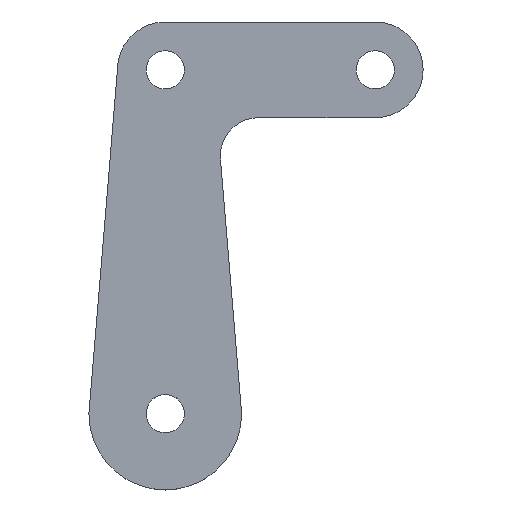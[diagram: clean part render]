
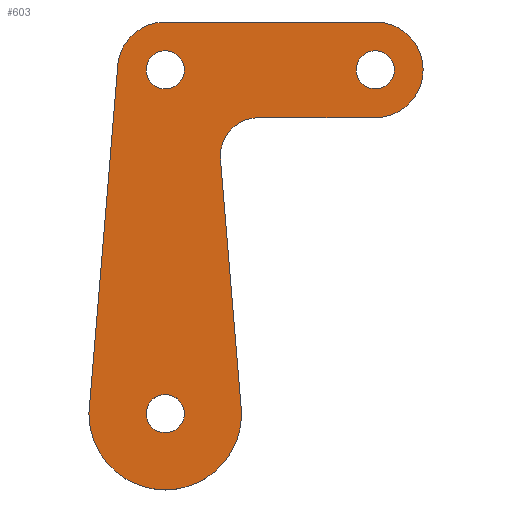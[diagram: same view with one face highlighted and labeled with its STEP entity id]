
A CAD part, top view. The second image highlights one B-rep face of the part: STEP entity #603.
In plain terms, the highlighted planar face has unit normal (0, 0, 1).
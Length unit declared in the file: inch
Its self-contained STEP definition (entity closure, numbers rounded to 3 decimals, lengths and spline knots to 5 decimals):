
#5 = ORIENTED_EDGE ( 'NONE', *, *, #366, .T. ) ;
#9 = VERTEX_POINT ( 'NONE', #301 ) ;
#17 = CARTESIAN_POINT ( 'NONE',  ( 0.125, 0., 0.125 ) ) ;
#19 = EDGE_CURVE ( 'NONE', #268, #504, #516, .T. ) ;
#27 = DIRECTION ( 'NONE',  ( 1., 0., 0. ) ) ;
#28 = CIRCLE ( 'NONE', #127, 0.313 ) ;
#32 = DIRECTION ( 'NONE',  ( 0.083, -0.997, 0. ) ) ;
#38 = ORIENTED_EDGE ( 'NONE', *, *, #519, .F. ) ;
#39 = CARTESIAN_POINT ( 'NONE',  ( 0., 0.313, 0.125 ) ) ;
#46 = AXIS2_PLACEMENT_3D ( 'NONE', #348, #60, #247 ) ;
#60 = DIRECTION ( 'NONE',  ( 0., 0., 1. ) ) ;
#64 = FACE_BOUND ( 'NONE', #432, .T. ) ;
#74 = FACE_OUTER_BOUND ( 'NONE', #307, .T. ) ;
#82 = LINE ( 'NONE', #494, #280 ) ;
#85 = CARTESIAN_POINT ( 'NONE',  ( -0.31085, 0.02584, 0.125 ) ) ;
#89 = AXIS2_PLACEMENT_3D ( 'NONE', #206, #356, #164 ) ;
#92 = ORIENTED_EDGE ( 'NONE', *, *, #464, .F. ) ;
#93 = DIRECTION ( 'NONE',  ( 1., 0., 0. ) ) ;
#111 = ORIENTED_EDGE ( 'NONE', *, *, #326, .F. ) ;
#124 = CARTESIAN_POINT ( 'NONE',  ( 0., -2.25, 0.125 ) ) ;
#127 = AXIS2_PLACEMENT_3D ( 'NONE', #276, #229, #406 ) ;
#128 = AXIS2_PLACEMENT_3D ( 'NONE', #346, #443, #434 ) ;
#129 = CARTESIAN_POINT ( 'NONE',  ( 0.125, -2.25, 0.125 ) ) ;
#136 = DIRECTION ( 'NONE',  ( 1., 0., 0. ) ) ;
#139 = EDGE_LOOP ( 'NONE', ( #531, #444 ) ) ;
#142 = VERTEX_POINT ( 'NONE', #518 ) ;
#146 = VECTOR ( 'NONE', #176, 39.37008 ) ;
#152 = VERTEX_POINT ( 'NONE', #189 ) ;
#157 = FACE_BOUND ( 'NONE', #139, .T. ) ;
#162 = FACE_BOUND ( 'NONE', #365, .T. ) ;
#163 = DIRECTION ( 'NONE',  ( 0., 0., -1. ) ) ;
#164 = DIRECTION ( 'NONE',  ( 1., 0., 0. ) ) ;
#165 = CIRCLE ( 'NONE', #260, 0.5 ) ;
#171 = LINE ( 'NONE', #359, #146 ) ;
#173 = CARTESIAN_POINT ( 'NONE',  ( 1.5, 0., 0.125 ) ) ;
#176 = DIRECTION ( 'NONE',  ( 1., 0., 0. ) ) ;
#180 = DIRECTION ( 'NONE',  ( 0., 0., 1. ) ) ;
#186 = CARTESIAN_POINT ( 'NONE',  ( 0., 0., 0.125 ) ) ;
#189 = CARTESIAN_POINT ( 'NONE',  ( -0.313, 0., 0.125 ) ) ;
#190 = VECTOR ( 'NONE', #313, 39.37008 ) ;
#195 = ORIENTED_EDGE ( 'NONE', *, *, #427, .F. ) ;
#196 = CARTESIAN_POINT ( 'NONE',  ( 0.5, -2.25, 0.125 ) ) ;
#206 = CARTESIAN_POINT ( 'NONE',  ( 0., 0., 0.125 ) ) ;
#208 = LINE ( 'NONE', #393, #484 ) ;
#212 = DIRECTION ( 'NONE',  ( 1., 0., 0. ) ) ;
#216 = DIRECTION ( 'NONE',  ( 0., 0., 1. ) ) ;
#219 = AXIS2_PLACEMENT_3D ( 'NONE', #262, #405, #592 ) ;
#222 = CARTESIAN_POINT ( 'NONE',  ( 0., 0., 0.125 ) ) ;
#224 = CARTESIAN_POINT ( 'NONE',  ( 0., -2.25, 0.125 ) ) ;
#229 = DIRECTION ( 'NONE',  ( 0., 0., 1. ) ) ;
#235 = EDGE_CURVE ( 'NONE', #9, #477, #287, .T. ) ;
#237 = ORIENTED_EDGE ( 'NONE', *, *, #332, .T. ) ;
#239 = AXIS2_PLACEMENT_3D ( 'NONE', #364, #319, #542 ) ;
#243 = DIRECTION ( 'NONE',  ( -1., 0., 0. ) ) ;
#245 = EDGE_CURVE ( 'NONE', #608, #426, #28, .T. ) ;
#247 = DIRECTION ( 'NONE',  ( 1., 0., 0. ) ) ;
#254 = DIRECTION ( 'NONE',  ( 0., 0., 1. ) ) ;
#255 = CARTESIAN_POINT ( 'NONE',  ( 1.375, -0.313, 0.125 ) ) ;
#258 = PLANE ( 'NONE',  #128 ) ;
#260 = AXIS2_PLACEMENT_3D ( 'NONE', #124, #545, #309 ) ;
#262 = CARTESIAN_POINT ( 'NONE',  ( 1.375, 0., 0.125 ) ) ;
#268 = VERTEX_POINT ( 'NONE', #559 ) ;
#270 = AXIS2_PLACEMENT_3D ( 'NONE', #186, #552, #93 ) ;
#275 = ORIENTED_EDGE ( 'NONE', *, *, #392, .T. ) ;
#276 = CARTESIAN_POINT ( 'NONE',  ( 1.375, 0., 0.125 ) ) ;
#280 = VECTOR ( 'NONE', #32, 39.37008 ) ;
#283 = ORIENTED_EDGE ( 'NONE', *, *, #489, .T. ) ;
#285 = ORIENTED_EDGE ( 'NONE', *, *, #422, .T. ) ;
#287 = CIRCLE ( 'NONE', #270, 0.125 ) ;
#288 = CIRCLE ( 'NONE', #597, 0.125 ) ;
#301 = CARTESIAN_POINT ( 'NONE',  ( -0.125, 0., 0.125 ) ) ;
#307 = EDGE_LOOP ( 'NONE', ( #195, #285, #568, #275, #514, #283, #414, #237, #5 ) ) ;
#309 = DIRECTION ( 'NONE',  ( 1., 0., 0. ) ) ;
#313 = DIRECTION ( 'NONE',  ( -0.083, -0.997, 0. ) ) ;
#319 = DIRECTION ( 'NONE',  ( 0., 0., -1. ) ) ;
#323 = VERTEX_POINT ( 'NONE', #39 ) ;
#326 = EDGE_CURVE ( 'NONE', #142, #384, #408, .T. ) ;
#332 = EDGE_CURVE ( 'NONE', #152, #511, #413, .T. ) ;
#346 = CARTESIAN_POINT ( 'NONE',  ( 0., 0., 0.125 ) ) ;
#348 = CARTESIAN_POINT ( 'NONE',  ( 1.375, 0., 0.125 ) ) ;
#349 = EDGE_CURVE ( 'NONE', #477, #9, #577, .T. ) ;
#354 = CARTESIAN_POINT ( 'NONE',  ( 0., -2.25, 0.125 ) ) ;
#356 = DIRECTION ( 'NONE',  ( 0., 0., 1. ) ) ;
#359 = CARTESIAN_POINT ( 'NONE',  ( 0., -0.313, 0.125 ) ) ;
#360 = AXIS2_PLACEMENT_3D ( 'NONE', #448, #163, #497 ) ;
#364 = CARTESIAN_POINT ( 'NONE',  ( 0.61071, -0.563, 0.125 ) ) ;
#365 = EDGE_LOOP ( 'NONE', ( #111, #92 ) ) ;
#366 = EDGE_CURVE ( 'NONE', #511, #571, #165, .T. ) ;
#368 = VERTEX_POINT ( 'NONE', #173 ) ;
#383 = EDGE_CURVE ( 'NONE', #368, #397, #544, .T. ) ;
#384 = VERTEX_POINT ( 'NONE', #129 ) ;
#392 = EDGE_CURVE ( 'NONE', #504, #608, #171, .T. ) ;
#393 = CARTESIAN_POINT ( 'NONE',  ( 0., 0.313, 0.125 ) ) ;
#397 = VERTEX_POINT ( 'NONE', #451 ) ;
#402 = VERTEX_POINT ( 'NONE', #449 ) ;
#405 = DIRECTION ( 'NONE',  ( 0., 0., 1. ) ) ;
#406 = DIRECTION ( 'NONE',  ( 1., 0., 0. ) ) ;
#408 = CIRCLE ( 'NONE', #457, 0.125 ) ;
#413 = LINE ( 'NONE', #85, #190 ) ;
#414 = ORIENTED_EDGE ( 'NONE', *, *, #535, .T. ) ;
#422 = EDGE_CURVE ( 'NONE', #402, #268, #517, .T. ) ;
#426 = VERTEX_POINT ( 'NONE', #595 ) ;
#427 = EDGE_CURVE ( 'NONE', #402, #571, #82, .T. ) ;
#432 = EDGE_LOOP ( 'NONE', ( #38, #580 ) ) ;
#434 = DIRECTION ( 'NONE',  ( 1., 0., 0. ) ) ;
#443 = DIRECTION ( 'NONE',  ( 0., 0., 1. ) ) ;
#444 = ORIENTED_EDGE ( 'NONE', *, *, #349, .F. ) ;
#448 = CARTESIAN_POINT ( 'NONE',  ( 0.61071, -0.563, 0.125 ) ) ;
#449 = CARTESIAN_POINT ( 'NONE',  ( 0.36157, -0.5837, 0.125 ) ) ;
#451 = CARTESIAN_POINT ( 'NONE',  ( 1.25, 0., 0.125 ) ) ;
#457 = AXIS2_PLACEMENT_3D ( 'NONE', #224, #180, #136 ) ;
#464 = EDGE_CURVE ( 'NONE', #384, #142, #288, .T. ) ;
#477 = VERTEX_POINT ( 'NONE', #17 ) ;
#484 = VECTOR ( 'NONE', #243, 39.37008 ) ;
#489 = EDGE_CURVE ( 'NONE', #426, #323, #208, .T. ) ;
#494 = CARTESIAN_POINT ( 'NONE',  ( 0.31093, 0.02583, 0.125 ) ) ;
#497 = DIRECTION ( 'NONE',  ( 1., 0., 0. ) ) ;
#498 = CIRCLE ( 'NONE', #46, 0.125 ) ;
#504 = VERTEX_POINT ( 'NONE', #539 ) ;
#511 = VERTEX_POINT ( 'NONE', #584 ) ;
#514 = ORIENTED_EDGE ( 'NONE', *, *, #245, .T. ) ;
#516 = CIRCLE ( 'NONE', #360, 0.25 ) ;
#517 = CIRCLE ( 'NONE', #239, 0.25 ) ;
#518 = CARTESIAN_POINT ( 'NONE',  ( -0.125, -2.25, 0.125 ) ) ;
#519 = EDGE_CURVE ( 'NONE', #397, #368, #498, .T. ) ;
#531 = ORIENTED_EDGE ( 'NONE', *, *, #235, .F. ) ;
#535 = EDGE_CURVE ( 'NONE', #323, #152, #566, .T. ) ;
#539 = CARTESIAN_POINT ( 'NONE',  ( 0.61071, -0.313, 0.125 ) ) ;
#542 = DIRECTION ( 'NONE',  ( 1., 0., 0. ) ) ;
#544 = CIRCLE ( 'NONE', #219, 0.125 ) ;
#545 = DIRECTION ( 'NONE',  ( 0., 0., 1. ) ) ;
#552 = DIRECTION ( 'NONE',  ( 0., 0., 1. ) ) ;
#554 = AXIS2_PLACEMENT_3D ( 'NONE', #222, #216, #212 ) ;
#559 = CARTESIAN_POINT ( 'NONE',  ( 0.36071, -0.563, 0.125 ) ) ;
#566 = CIRCLE ( 'NONE', #89, 0.313 ) ;
#568 = ORIENTED_EDGE ( 'NONE', *, *, #19, .T. ) ;
#571 = VERTEX_POINT ( 'NONE', #196 ) ;
#577 = CIRCLE ( 'NONE', #554, 0.125 ) ;
#580 = ORIENTED_EDGE ( 'NONE', *, *, #383, .F. ) ;
#584 = CARTESIAN_POINT ( 'NONE',  ( -0.5, -2.25, 0.125 ) ) ;
#592 = DIRECTION ( 'NONE',  ( 1., 0., 0. ) ) ;
#595 = CARTESIAN_POINT ( 'NONE',  ( 1.375, 0.313, 0.125 ) ) ;
#597 = AXIS2_PLACEMENT_3D ( 'NONE', #354, #254, #27 ) ;
#603 = ADVANCED_FACE ( 'NONE', ( #157, #64, #162, #74 ), #258, .T. ) ;
#608 = VERTEX_POINT ( 'NONE', #255 ) ;
